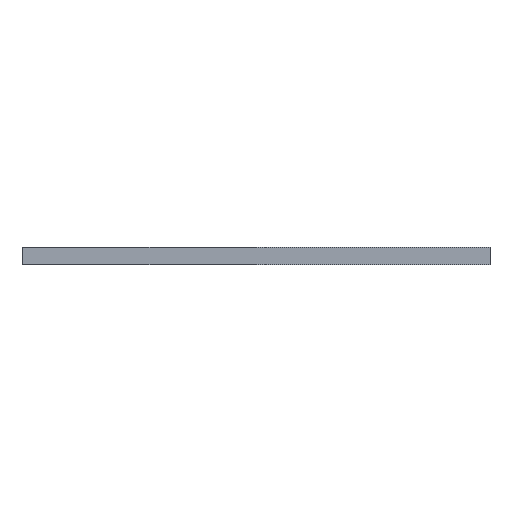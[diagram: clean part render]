
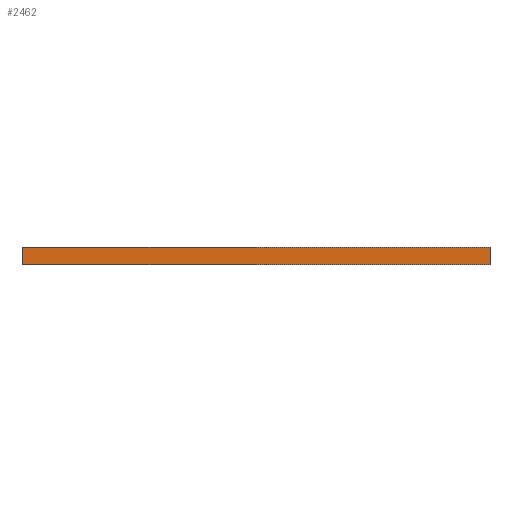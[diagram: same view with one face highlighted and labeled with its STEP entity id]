
A CAD part, left-side view. The second image highlights one B-rep face of the part: STEP entity #2462.
In plain terms, the highlighted planar face has unit normal (-1, 0, 0).
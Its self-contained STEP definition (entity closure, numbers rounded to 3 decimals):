
#28 = FACE_OUTER_BOUND ( 'NONE', #1079, .T. ) ;
#44 = DIRECTION ( 'NONE',  ( 0., 0., -1. ) ) ;
#193 = CARTESIAN_POINT ( 'NONE',  ( -22.4, -22.875, 0.85 ) ) ;
#338 = VECTOR ( 'NONE', #44, 1000. ) ;
#429 = PLANE ( 'NONE',  #2355 ) ;
#498 = ORIENTED_EDGE ( 'NONE', *, *, #1689, .F. ) ;
#512 = CARTESIAN_POINT ( 'NONE',  ( -22.4, -22.875, 0.85 ) ) ;
#545 = VECTOR ( 'NONE', #1778, 1000. ) ;
#580 = CARTESIAN_POINT ( 'NONE',  ( -22.4, -22.875, -0.85 ) ) ;
#591 = CARTESIAN_POINT ( 'NONE',  ( -22.4, -22.875, 0.85 ) ) ;
#671 = ORIENTED_EDGE ( 'NONE', *, *, #746, .F. ) ;
#719 = CARTESIAN_POINT ( 'NONE',  ( -22.4, 22.875, -0.85 ) ) ;
#743 = CARTESIAN_POINT ( 'NONE',  ( -22.4, -22.875, 0.85 ) ) ;
#746 = EDGE_CURVE ( 'NONE', #2327, #997, #2206, .T. ) ;
#852 = CARTESIAN_POINT ( 'NONE',  ( -22.4, -22.875, -0.85 ) ) ;
#878 = VECTOR ( 'NONE', #1975, 1000. ) ;
#941 = LINE ( 'NONE', #512, #338 ) ;
#997 = VERTEX_POINT ( 'NONE', #719 ) ;
#1079 = EDGE_LOOP ( 'NONE', ( #671, #498, #1621, #1485 ) ) ;
#1120 = CARTESIAN_POINT ( 'NONE',  ( -22.4, 22.875, 0.85 ) ) ;
#1437 = DIRECTION ( 'NONE',  ( 0., 1., 0. ) ) ;
#1485 = ORIENTED_EDGE ( 'NONE', *, *, #2237, .T. ) ;
#1549 = LINE ( 'NONE', #1120, #545 ) ;
#1621 = ORIENTED_EDGE ( 'NONE', *, *, #1898, .T. ) ;
#1657 = VERTEX_POINT ( 'NONE', #1821 ) ;
#1689 = EDGE_CURVE ( 'NONE', #2145, #2327, #941, .T. ) ;
#1778 = DIRECTION ( 'NONE',  ( 0., 0., -1. ) ) ;
#1821 = CARTESIAN_POINT ( 'NONE',  ( -22.4, 22.875, 0.85 ) ) ;
#1898 = EDGE_CURVE ( 'NONE', #2145, #1657, #1979, .T. ) ;
#1975 = DIRECTION ( 'NONE',  ( 0., 1., 0. ) ) ;
#1979 = LINE ( 'NONE', #743, #2085 ) ;
#2085 = VECTOR ( 'NONE', #1437, 1000. ) ;
#2145 = VERTEX_POINT ( 'NONE', #591 ) ;
#2195 = DIRECTION ( 'NONE',  ( -1., 0., 0. ) ) ;
#2206 = LINE ( 'NONE', #852, #878 ) ;
#2237 = EDGE_CURVE ( 'NONE', #1657, #997, #1549, .T. ) ;
#2327 = VERTEX_POINT ( 'NONE', #580 ) ;
#2355 = AXIS2_PLACEMENT_3D ( 'NONE', #193, #2195, #2914 ) ;
#2462 = ADVANCED_FACE ( 'NONE', ( #28 ), #429, .T. ) ;
#2914 = DIRECTION ( 'NONE',  ( 0., 0., 1. ) ) ;
